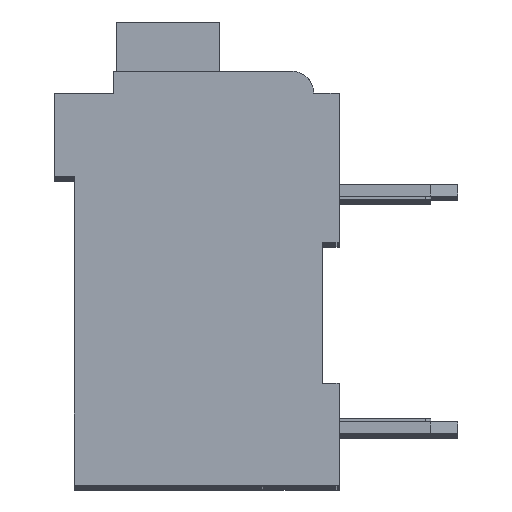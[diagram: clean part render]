
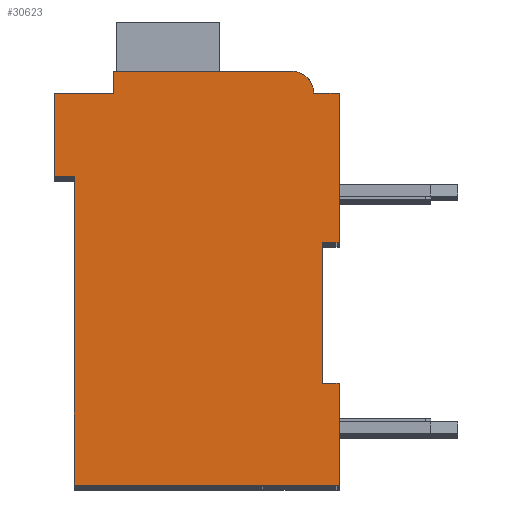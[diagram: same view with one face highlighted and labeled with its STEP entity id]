
A CAD part, top view. The second image highlights one B-rep face of the part: STEP entity #30623.
In plain terms, the highlighted planar face has unit normal (0, 0, 1).
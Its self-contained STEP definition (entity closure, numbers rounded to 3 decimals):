
#3426=DIRECTION('',(1.,0.,0.));
#3427=VECTOR('',#3426,0.5);
#3428=CARTESIAN_POINT('',(7.3,7.15,2.1));
#3429=LINE('',#3428,#3427);
#3430=DIRECTION('',(0.,1.,0.));
#3431=VECTOR('',#3430,4.15);
#3432=CARTESIAN_POINT('',(7.3,3.,2.1));
#3433=LINE('',#3432,#3431);
#3434=DIRECTION('',(-1.,0.,0.));
#3435=VECTOR('',#3434,0.5);
#3436=CARTESIAN_POINT('',(7.8,3.,2.1));
#3437=LINE('',#3436,#3435);
#3438=DIRECTION('',(0.,1.,0.));
#3439=VECTOR('',#3438,3.);
#3440=CARTESIAN_POINT('',(7.8,0.,2.1));
#3441=LINE('',#3440,#3439);
#3442=DIRECTION('',(1.,0.,0.));
#3443=VECTOR('',#3442,7.8);
#3444=CARTESIAN_POINT('',(0.,0.,2.1));
#3445=LINE('',#3444,#3443);
#3446=DIRECTION('',(0.,-1.,0.));
#3447=VECTOR('',#3446,9.1);
#3448=CARTESIAN_POINT('',(0.,9.1,2.1));
#3449=LINE('',#3448,#3447);
#3450=DIRECTION('',(1.,0.,0.));
#3451=VECTOR('',#3450,0.6);
#3452=CARTESIAN_POINT('',(-0.6,9.1,2.1));
#3453=LINE('',#3452,#3451);
#3454=DIRECTION('',(0.,-1.,0.));
#3455=VECTOR('',#3454,2.45);
#3456=CARTESIAN_POINT('',(-0.6,11.55,2.1));
#3457=LINE('',#3456,#3455);
#3458=DIRECTION('',(-1.,0.,0.));
#3459=VECTOR('',#3458,1.75);
#3460=CARTESIAN_POINT('',(1.15,11.55,2.1));
#3461=LINE('',#3460,#3459);
#3462=DIRECTION('',(0.,-1.,0.));
#3463=VECTOR('',#3462,0.65);
#3464=CARTESIAN_POINT('',(1.15,12.2,2.1));
#3465=LINE('',#3464,#3463);
#3466=DIRECTION('',(-1.,0.,0.));
#3467=VECTOR('',#3466,5.25);
#3468=CARTESIAN_POINT('',(6.4,12.2,2.1));
#3469=LINE('',#3468,#3467);
#3470=CARTESIAN_POINT('',(6.4,11.55,2.1));
#3471=DIRECTION('',(0.,0.,1.));
#3472=DIRECTION('',(1.,0.,0.));
#3473=AXIS2_PLACEMENT_3D('',#3470,#3471,#3472);
#3475=DIRECTION('',(-1.,0.,0.));
#3476=VECTOR('',#3475,0.75);
#3477=CARTESIAN_POINT('',(7.8,11.55,2.1));
#3478=LINE('',#3477,#3476);
#3479=DIRECTION('',(0.,1.,0.));
#3480=VECTOR('',#3479,4.4);
#3481=CARTESIAN_POINT('',(7.8,7.15,2.1));
#3482=LINE('',#3481,#3480);
#21279=CARTESIAN_POINT('',(7.3,7.15,2.1));
#21280=CARTESIAN_POINT('',(7.8,7.15,2.1));
#21281=VERTEX_POINT('',#21279);
#21282=VERTEX_POINT('',#21280);
#21283=CARTESIAN_POINT('',(7.8,11.55,2.1));
#21284=VERTEX_POINT('',#21283);
#21285=CARTESIAN_POINT('',(7.05,11.55,2.1));
#21286=VERTEX_POINT('',#21285);
#21287=CARTESIAN_POINT('',(6.4,12.2,2.1));
#21288=VERTEX_POINT('',#21287);
#21289=CARTESIAN_POINT('',(1.15,12.2,2.1));
#21290=VERTEX_POINT('',#21289);
#21291=CARTESIAN_POINT('',(1.15,11.55,2.1));
#21292=VERTEX_POINT('',#21291);
#21293=CARTESIAN_POINT('',(-0.6,11.55,2.1));
#21294=VERTEX_POINT('',#21293);
#21295=CARTESIAN_POINT('',(-0.6,9.1,2.1));
#21296=VERTEX_POINT('',#21295);
#21297=CARTESIAN_POINT('',(0.,9.1,2.1));
#21298=VERTEX_POINT('',#21297);
#21299=CARTESIAN_POINT('',(0.,0.,2.1));
#21300=VERTEX_POINT('',#21299);
#21301=CARTESIAN_POINT('',(7.8,0.,2.1));
#21302=VERTEX_POINT('',#21301);
#21303=CARTESIAN_POINT('',(7.8,3.,2.1));
#21304=VERTEX_POINT('',#21303);
#21305=CARTESIAN_POINT('',(7.3,3.,2.1));
#21306=VERTEX_POINT('',#21305);
#30593=CARTESIAN_POINT('',(0.,0.,2.1));
#30594=DIRECTION('',(0.,0.,1.));
#30595=DIRECTION('',(1.,0.,0.));
#30596=AXIS2_PLACEMENT_3D('',#30593,#30594,#30595);
#30597=PLANE('',#30596);
#30598=ORIENTED_EDGE('',*,*,#27976,.F.);
#30599=ORIENTED_EDGE('',*,*,#29028,.F.);
#30601=ORIENTED_EDGE('',*,*,#30600,.F.);
#30603=ORIENTED_EDGE('',*,*,#30602,.F.);
#30604=ORIENTED_EDGE('',*,*,#30067,.F.);
#30605=ORIENTED_EDGE('',*,*,#29872,.F.);
#30607=ORIENTED_EDGE('',*,*,#30606,.F.);
#30609=ORIENTED_EDGE('',*,*,#30608,.F.);
#30611=ORIENTED_EDGE('',*,*,#30610,.F.);
#30613=ORIENTED_EDGE('',*,*,#30612,.F.);
#30615=ORIENTED_EDGE('',*,*,#30614,.F.);
#30617=ORIENTED_EDGE('',*,*,#30616,.F.);
#30619=ORIENTED_EDGE('',*,*,#30618,.F.);
#30620=ORIENTED_EDGE('',*,*,#28544,.F.);
#30621=EDGE_LOOP('',(#30598,#30599,#30601,#30603,#30604,#30605,#30607,#30609,
#30611,#30613,#30615,#30617,#30619,#30620));
#30622=FACE_OUTER_BOUND('',#30621,.F.);
#3474=CIRCLE('',#3473,0.65);
#27976=EDGE_CURVE('',#21281,#21282,#3429,.T.);
#28544=EDGE_CURVE('',#21282,#21284,#3482,.T.);
#29028=EDGE_CURVE('',#21306,#21281,#3433,.T.);
#29872=EDGE_CURVE('',#21298,#21300,#3449,.T.);
#30067=EDGE_CURVE('',#21300,#21302,#3445,.T.);
#30600=EDGE_CURVE('',#21304,#21306,#3437,.T.);
#30602=EDGE_CURVE('',#21302,#21304,#3441,.T.);
#30606=EDGE_CURVE('',#21296,#21298,#3453,.T.);
#30608=EDGE_CURVE('',#21294,#21296,#3457,.T.);
#30610=EDGE_CURVE('',#21292,#21294,#3461,.T.);
#30612=EDGE_CURVE('',#21290,#21292,#3465,.T.);
#30614=EDGE_CURVE('',#21288,#21290,#3469,.T.);
#30616=EDGE_CURVE('',#21286,#21288,#3474,.T.);
#30618=EDGE_CURVE('',#21284,#21286,#3478,.T.);
#30623=ADVANCED_FACE('',(#30622),#30597,.T.);
